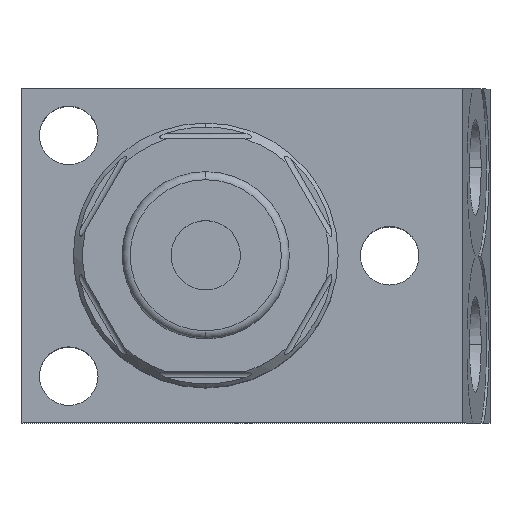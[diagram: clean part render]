
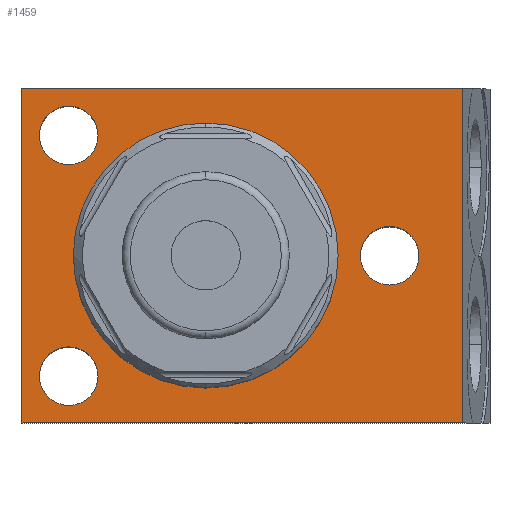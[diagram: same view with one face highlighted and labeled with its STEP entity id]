
A CAD part, top view. The second image highlights one B-rep face of the part: STEP entity #1459.
In plain terms, the highlighted planar face has unit normal (0, 0, 1).
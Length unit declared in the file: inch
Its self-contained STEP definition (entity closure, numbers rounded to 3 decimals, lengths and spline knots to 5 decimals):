
#269=DIRECTION('',(0.,1.,0.));
#270=VECTOR('',#269,1.25);
#271=CARTESIAN_POINT('',(-0.687,-0.625,0.535));
#272=LINE('',#271,#270);
#273=CARTESIAN_POINT('',(0.,0.,0.535));
#274=DIRECTION('',(0.,0.,1.));
#275=DIRECTION('',(1.,0.,0.));
#276=AXIS2_PLACEMENT_3D('',#273,#274,#275);
#278=CARTESIAN_POINT('',(0.,0.,0.535));
#279=DIRECTION('',(0.,0.,1.));
#280=DIRECTION('',(-1.,0.,0.));
#281=AXIS2_PLACEMENT_3D('',#278,#279,#280);
#283=CARTESIAN_POINT('',(-0.512,-0.45,0.535));
#284=DIRECTION('',(0.,0.,-1.));
#285=DIRECTION('',(-1.,0.,0.));
#286=AXIS2_PLACEMENT_3D('',#283,#284,#285);
#288=CARTESIAN_POINT('',(-0.512,-0.45,0.535));
#289=DIRECTION('',(0.,0.,-1.));
#290=DIRECTION('',(1.,0.,0.));
#291=AXIS2_PLACEMENT_3D('',#288,#289,#290);
#293=CARTESIAN_POINT('',(-0.512,0.45,0.535));
#294=DIRECTION('',(0.,0.,-1.));
#295=DIRECTION('',(-1.,0.,0.));
#296=AXIS2_PLACEMENT_3D('',#293,#294,#295);
#298=CARTESIAN_POINT('',(-0.512,0.45,0.535));
#299=DIRECTION('',(0.,0.,-1.));
#300=DIRECTION('',(1.,0.,0.));
#301=AXIS2_PLACEMENT_3D('',#298,#299,#300);
#303=CARTESIAN_POINT('',(0.688,0.,0.535));
#304=DIRECTION('',(0.,0.,-1.));
#305=DIRECTION('',(-1.,0.,0.));
#306=AXIS2_PLACEMENT_3D('',#303,#304,#305);
#308=CARTESIAN_POINT('',(0.688,0.,0.535));
#309=DIRECTION('',(0.,0.,-1.));
#310=DIRECTION('',(1.,0.,0.));
#311=AXIS2_PLACEMENT_3D('',#308,#309,#310);
#333=DIRECTION('',(1.,0.,0.));
#334=VECTOR('',#333,1.64625);
#335=CARTESIAN_POINT('',(-0.687,-0.625,0.535));
#336=LINE('',#335,#334);
#415=DIRECTION('',(1.,0.,0.));
#416=VECTOR('',#415,1.64625);
#417=CARTESIAN_POINT('',(-0.687,0.625,0.535));
#418=LINE('',#417,#416);
#440=DIRECTION('',(0.,1.,0.));
#441=VECTOR('',#440,1.25);
#442=CARTESIAN_POINT('',(0.95925,-0.625,0.535));
#443=LINE('',#442,#441);
#1150=CARTESIAN_POINT('',(-0.687,-0.625,0.535));
#1151=VERTEX_POINT('',#1150);
#1152=CARTESIAN_POINT('',(0.95925,-0.625,0.535));
#1153=VERTEX_POINT('',#1152);
#1158=CARTESIAN_POINT('',(-0.687,0.625,0.535));
#1159=VERTEX_POINT('',#1158);
#1160=CARTESIAN_POINT('',(0.95925,0.625,0.535));
#1161=VERTEX_POINT('',#1160);
#1162=CARTESIAN_POINT('',(0.495,0.,0.535));
#1163=CARTESIAN_POINT('',(-0.495,0.,0.535));
#1164=VERTEX_POINT('',#1162);
#1165=VERTEX_POINT('',#1163);
#1170=CARTESIAN_POINT('',(-0.6215,-0.45,0.535));
#1171=CARTESIAN_POINT('',(-0.4025,-0.45,0.535));
#1172=VERTEX_POINT('',#1170);
#1173=VERTEX_POINT('',#1171);
#1178=CARTESIAN_POINT('',(-0.6215,0.45,0.535));
#1179=CARTESIAN_POINT('',(-0.4025,0.45,0.535));
#1180=VERTEX_POINT('',#1178);
#1181=VERTEX_POINT('',#1179);
#1186=CARTESIAN_POINT('',(0.5785,0.,0.535));
#1187=CARTESIAN_POINT('',(0.7975,0.,0.535));
#1188=VERTEX_POINT('',#1186);
#1189=VERTEX_POINT('',#1187);
#1421=CARTESIAN_POINT('',(-0.687,-0.625,0.535));
#1422=DIRECTION('',(0.,0.,1.));
#1423=DIRECTION('',(1.,0.,0.));
#1424=AXIS2_PLACEMENT_3D('',#1421,#1422,#1423);
#1425=PLANE('',#1424);
#1427=ORIENTED_EDGE('',*,*,#1426,.F.);
#1429=ORIENTED_EDGE('',*,*,#1428,.T.);
#1431=ORIENTED_EDGE('',*,*,#1430,.T.);
#1433=ORIENTED_EDGE('',*,*,#1432,.F.);
#1434=EDGE_LOOP('',(#1427,#1429,#1431,#1433));
#1435=FACE_OUTER_BOUND('',#1434,.F.);
#1436=ORIENTED_EDGE('',*,*,#1409,.T.);
#1438=ORIENTED_EDGE('',*,*,#1437,.T.);
#1439=EDGE_LOOP('',(#1436,#1438));
#1440=FACE_BOUND('',#1439,.F.);
#1442=ORIENTED_EDGE('',*,*,#1441,.F.);
#1444=ORIENTED_EDGE('',*,*,#1443,.F.);
#1445=EDGE_LOOP('',(#1442,#1444));
#1446=FACE_BOUND('',#1445,.F.);
#1448=ORIENTED_EDGE('',*,*,#1447,.F.);
#1450=ORIENTED_EDGE('',*,*,#1449,.F.);
#1451=EDGE_LOOP('',(#1448,#1450));
#1452=FACE_BOUND('',#1451,.F.);
#1454=ORIENTED_EDGE('',*,*,#1453,.F.);
#1456=ORIENTED_EDGE('',*,*,#1455,.F.);
#1457=EDGE_LOOP('',(#1454,#1456));
#1458=FACE_BOUND('',#1457,.F.);
#1459=ADVANCED_FACE('',(#1435,#1440,#1446,#1452,#1458),#1425,.T.);
#277=CIRCLE('',#276,0.495);
#282=CIRCLE('',#281,0.495);
#287=CIRCLE('',#286,0.1095);
#292=CIRCLE('',#291,0.1095);
#297=CIRCLE('',#296,0.1095);
#302=CIRCLE('',#301,0.1095);
#307=CIRCLE('',#306,0.1095);
#312=CIRCLE('',#311,0.1095);
#1409=EDGE_CURVE('',#1164,#1165,#277,.T.);
#1426=EDGE_CURVE('',#1151,#1153,#336,.T.);
#1428=EDGE_CURVE('',#1151,#1159,#272,.T.);
#1430=EDGE_CURVE('',#1159,#1161,#418,.T.);
#1432=EDGE_CURVE('',#1153,#1161,#443,.T.);
#1437=EDGE_CURVE('',#1165,#1164,#282,.T.);
#1441=EDGE_CURVE('',#1172,#1173,#287,.T.);
#1443=EDGE_CURVE('',#1173,#1172,#292,.T.);
#1447=EDGE_CURVE('',#1180,#1181,#297,.T.);
#1449=EDGE_CURVE('',#1181,#1180,#302,.T.);
#1453=EDGE_CURVE('',#1188,#1189,#307,.T.);
#1455=EDGE_CURVE('',#1189,#1188,#312,.T.);
